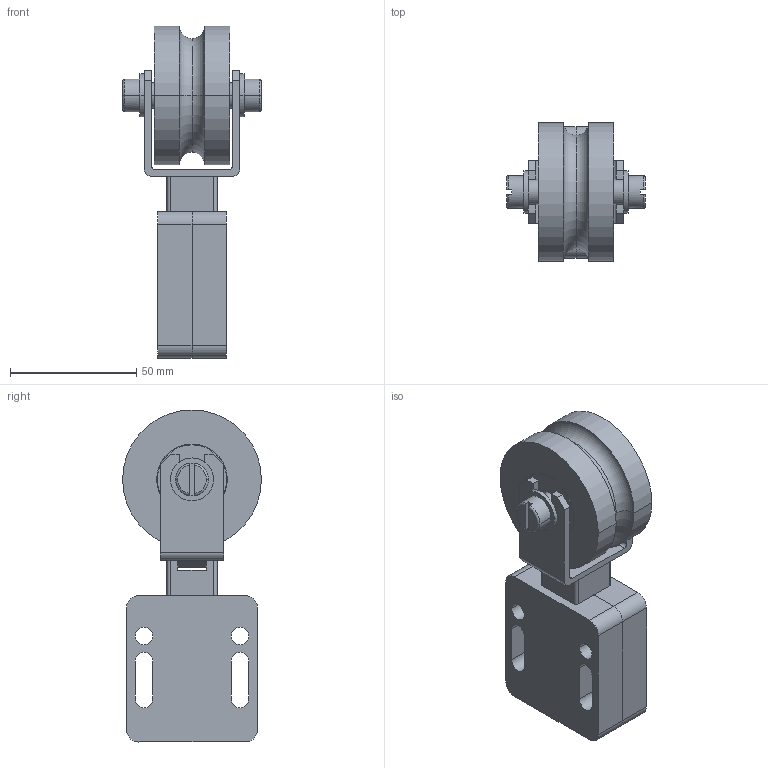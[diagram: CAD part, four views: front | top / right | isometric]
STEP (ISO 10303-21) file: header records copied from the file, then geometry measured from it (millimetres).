
FILE_DESCRIPTION(('STEP AP214'),'1');
FILE_NAME('cctmp_D27493C4-39B0-45C8-8C41-EE8CDAA81B4C_2023_7_12_11_55_0_718..stp','2023-07-12T09:55:00',('Murtfeldt Kunststoffe GmbH & Co.KG'),('CADClick - www.CADClick.com'),'Spatial InterOp 3D',' ','unknown authorization');
FILE_SCHEMA(('AUTOMOTIVE_DESIGN'));
Length unit declared in the file: millimetre
Products named in the file (1): 1
Bounding box: 55 x 55 x 131.5 mm (x, y, z)
Volume: 143924.8 mm3; surface area: 48318.8 mm2
Topology: 6 solids, 14 shells, 482 faces, 1239 edges, 799 vertices
Faces by surface type: plane 233, cylinder 185, torus 48, cone 16
Entity records: 18957 total; most frequent: CARTESIAN_POINT 2822, DIRECTION 2689, ORIENTED_EDGE 2462, EDGE_CURVE 1231, AXIS2_PLACEMENT_3D 978, VERTEX_POINT 799, LINE 733, VECTOR 733
